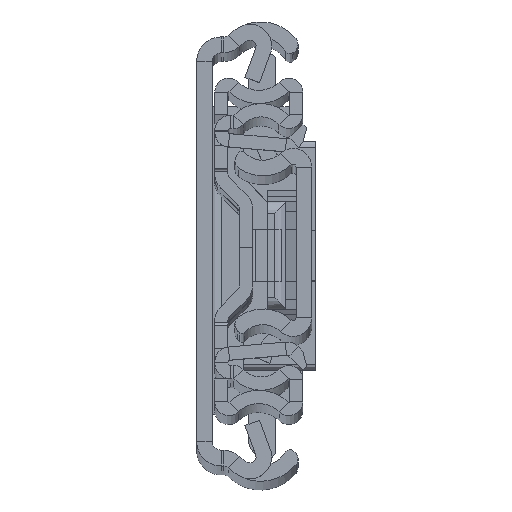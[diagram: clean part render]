
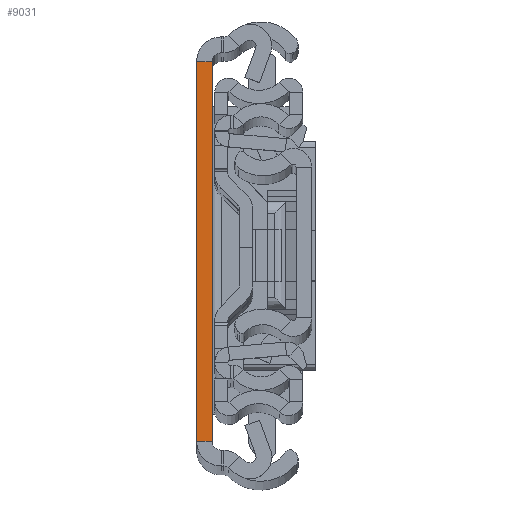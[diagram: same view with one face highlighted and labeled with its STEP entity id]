
A CAD part, top view. The second image highlights one B-rep face of the part: STEP entity #9031.
In plain terms, the highlighted planar face has unit normal (0, 0, 1).
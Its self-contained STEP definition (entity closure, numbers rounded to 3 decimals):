
#38 = ORIENTED_EDGE ( 'NONE', *, *, #15882, .T. ) ;
#250 = FACE_OUTER_BOUND ( 'NONE', #6074, .T. ) ;
#299 = VERTEX_POINT ( 'NONE', #16057 ) ;
#563 = ORIENTED_EDGE ( 'NONE', *, *, #6936, .F. ) ;
#2202 = LINE ( 'NONE', #6075, #16347 ) ;
#2256 = AXIS2_PLACEMENT_3D ( 'NONE', #15322, #14132, #3117 ) ;
#2276 = DIRECTION ( 'NONE',  ( 0., 1., 0. ) ) ;
#2608 = LINE ( 'NONE', #2691, #7652 ) ;
#2691 = CARTESIAN_POINT ( 'NONE',  ( 2.6, 31.5, 0. ) ) ;
#2835 = LINE ( 'NONE', #4267, #7787 ) ;
#2870 = VERTEX_POINT ( 'NONE', #5487 ) ;
#3117 = DIRECTION ( 'NONE',  ( 0., 1., 0. ) ) ;
#3150 = CARTESIAN_POINT ( 'NONE',  ( 2.6, 31.5, 0. ) ) ;
#3522 = ORIENTED_EDGE ( 'NONE', *, *, #14714, .T. ) ;
#4250 = DIRECTION ( 'NONE',  ( 0., 1., 0. ) ) ;
#4267 = CARTESIAN_POINT ( 'NONE',  ( 2.6, -31.5, 0. ) ) ;
#4380 = PLANE ( 'NONE',  #2256 ) ;
#4505 = LINE ( 'NONE', #12899, #17236 ) ;
#5487 = CARTESIAN_POINT ( 'NONE',  ( 2.6, -31.5, 0. ) ) ;
#6074 = EDGE_LOOP ( 'NONE', ( #14512, #563, #38, #3522 ) ) ;
#6075 = CARTESIAN_POINT ( 'NONE',  ( 2.6, -31.5, 0. ) ) ;
#6936 = EDGE_CURVE ( 'NONE', #15737, #299, #4505, .T. ) ;
#7652 = VECTOR ( 'NONE', #12253, 1000. ) ;
#7787 = VECTOR ( 'NONE', #2276, 1000. ) ;
#9031 = ADVANCED_FACE ( 'NONE', ( #250 ), #4380, .F. ) ;
#11582 = DIRECTION ( 'NONE',  ( 1., 0., 0. ) ) ;
#12253 = DIRECTION ( 'NONE',  ( 1., 0., 0. ) ) ;
#12899 = CARTESIAN_POINT ( 'NONE',  ( 0., -31.5, 0. ) ) ;
#13939 = CARTESIAN_POINT ( 'NONE',  ( 0., -31.5, 0. ) ) ;
#14132 = DIRECTION ( 'NONE',  ( 0., 0., -1. ) ) ;
#14512 = ORIENTED_EDGE ( 'NONE', *, *, #17830, .F. ) ;
#14714 = EDGE_CURVE ( 'NONE', #2870, #15083, #2835, .T. ) ;
#15083 = VERTEX_POINT ( 'NONE', #3150 ) ;
#15322 = CARTESIAN_POINT ( 'NONE',  ( 2.6, -31.5, 0. ) ) ;
#15737 = VERTEX_POINT ( 'NONE', #13939 ) ;
#15882 = EDGE_CURVE ( 'NONE', #15737, #2870, #2202, .T. ) ;
#16057 = CARTESIAN_POINT ( 'NONE',  ( 0., 31.5, 0. ) ) ;
#16347 = VECTOR ( 'NONE', #11582, 1000. ) ;
#17236 = VECTOR ( 'NONE', #4250, 1000. ) ;
#17830 = EDGE_CURVE ( 'NONE', #299, #15083, #2608, .T. ) ;
